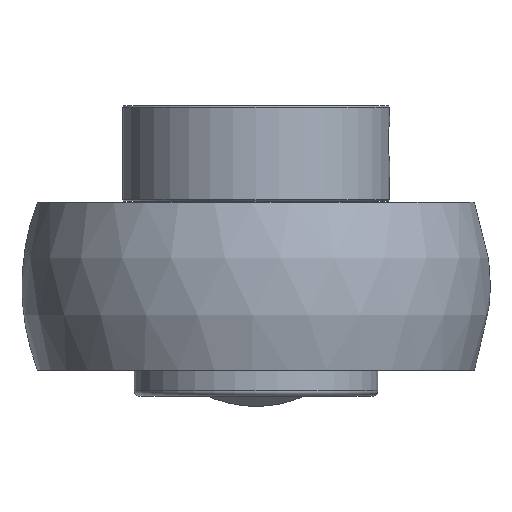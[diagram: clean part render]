
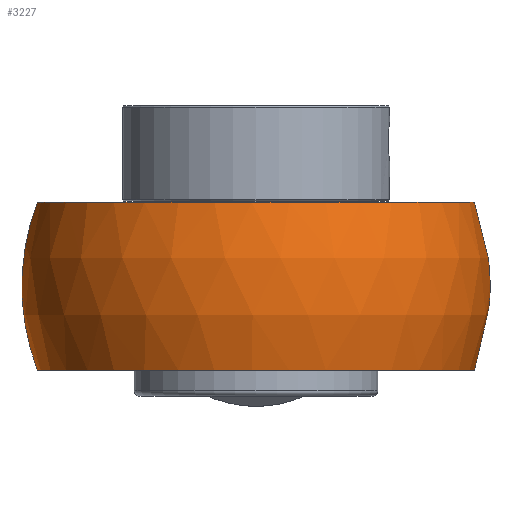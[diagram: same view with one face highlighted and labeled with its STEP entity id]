
A CAD part, front view. The second image highlights one B-rep face of the part: STEP entity #3227.
In plain terms, the highlighted spherical face has radius 39 mm.
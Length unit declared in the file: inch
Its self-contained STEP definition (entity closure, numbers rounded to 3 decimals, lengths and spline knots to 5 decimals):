
#248=CARTESIAN_POINT('',(-1.43308,0.,0.55118));
#249=VERTEX_POINT('',#248);
#257=CARTESIAN_POINT('',(0.56232,1.31815,0.55118));
#258=VERTEX_POINT('',#257);
#259=CARTESIAN_POINT('',(0.,0.,0.55118));
#260=DIRECTION('',(0.,-0.,1.));
#261=DIRECTION('',(0.,1.,0.));
#262=AXIS2_PLACEMENT_3D('',#259,#260,#261);
#263=CIRCLE('',#262,1.43308);
#264=EDGE_CURVE('',#249,#258,#263,.T.);
#2979=CARTESIAN_POINT('',(-1.53087,0.,-0.11811));
#2980=VERTEX_POINT('',#2979);
#3003=CARTESIAN_POINT('',(0.77849,1.31815,-0.11811));
#3004=VERTEX_POINT('',#3003);
#3011=CARTESIAN_POINT('',(0.56232,1.31815,-0.55118));
#3012=VERTEX_POINT('',#3011);
#3013=CARTESIAN_POINT('',(0.,1.31815,0.));
#3014=DIRECTION('',(0.,-1.,0.));
#3015=DIRECTION('',(1.,0.,0.));
#3016=AXIS2_PLACEMENT_3D('',#3013,#3014,#3015);
#3017=CIRCLE('',#3016,0.7874);
#3018=EDGE_CURVE('',#3012,#3004,#3017,.T.);
#3063=CARTESIAN_POINT('',(1.53087,0.,-0.11811));
#3064=VERTEX_POINT('',#3063);
#3071=CARTESIAN_POINT('',(0.,0.,-0.11811));
#3072=DIRECTION('',(0.,0.,-1.));
#3073=DIRECTION('',(0.,-1.,0.));
#3074=AXIS2_PLACEMENT_3D('',#3071,#3072,#3073);
#3075=CIRCLE('',#3074,1.53087);
#3076=EDGE_CURVE('',#3004,#3064,#3075,.T.);
#3088=CARTESIAN_POINT('',(0.77849,1.31815,0.11811));
#3089=VERTEX_POINT('',#3088);
#3096=CARTESIAN_POINT('',(1.53087,0.,0.11811));
#3097=VERTEX_POINT('',#3096);
#3098=CARTESIAN_POINT('',(-0.,0.,0.11811));
#3099=DIRECTION('',(-0.,0.,1.));
#3100=DIRECTION('',(0.,1.,0.));
#3101=AXIS2_PLACEMENT_3D('',#3098,#3099,#3100);
#3102=CIRCLE('',#3101,1.53087);
#3103=EDGE_CURVE('',#3097,#3089,#3102,.T.);
#3122=CARTESIAN_POINT('',(-1.53087,0.,0.11811));
#3123=VERTEX_POINT('',#3122);
#3124=CARTESIAN_POINT('',(0.,-0.,0.));
#3125=DIRECTION('',(0.,-1.,0.));
#3126=DIRECTION('',(0.,0.,1.));
#3127=AXIS2_PLACEMENT_3D('',#3124,#3125,#3126);
#3128=CIRCLE('',#3127,1.53542);
#3129=EDGE_CURVE('',#3123,#2980,#3128,.T.);
#3173=CARTESIAN_POINT('',(0.,-0.,0.));
#3174=DIRECTION('',(0.,-1.,0.));
#3175=DIRECTION('',(0.,0.,1.));
#3176=AXIS2_PLACEMENT_3D('',#3173,#3174,#3175);
#3177=CIRCLE('',#3176,1.53542);
#3178=EDGE_CURVE('',#3064,#3097,#3177,.T.);
#3184=CARTESIAN_POINT('',(0.,0.,0.));
#3185=DIRECTION('',(0.,0.,1.));
#3186=DIRECTION('',(1.,0.,0.));
#3187=AXIS2_PLACEMENT_3D('',#3184,#3185,#3186);
#3188=SPHERICAL_SURFACE('',#3187,1.53542);
#3189=CARTESIAN_POINT('',(0.,0.,0.));
#3190=DIRECTION('',(-0.,-1.,-0.));
#3191=DIRECTION('',(-1.,0.,0.));
#3192=AXIS2_PLACEMENT_3D('',#3189,#3190,#3191);
#3193=CIRCLE('',#3192,1.53542);
#3194=EDGE_CURVE('',#249,#3123,#3193,.T.);
#3195=ORIENTED_EDGE('',*,*,#3194,.T.);
#3196=ORIENTED_EDGE('',*,*,#3129,.T.);
#3197=CARTESIAN_POINT('',(-1.43308,0.,-0.55118));
#3198=VERTEX_POINT('',#3197);
#3199=CARTESIAN_POINT('',(0.,0.,0.));
#3200=DIRECTION('',(-0.,-1.,-0.));
#3201=DIRECTION('',(-1.,0.,0.));
#3202=AXIS2_PLACEMENT_3D('',#3199,#3200,#3201);
#3203=CIRCLE('',#3202,1.53542);
#3204=EDGE_CURVE('',#2980,#3198,#3203,.T.);
#3205=ORIENTED_EDGE('',*,*,#3204,.T.);
#3206=CARTESIAN_POINT('',(0.,0.,-0.55118));
#3207=DIRECTION('',(0.,0.,-1.));
#3208=DIRECTION('',(0.,-1.,0.));
#3209=AXIS2_PLACEMENT_3D('',#3206,#3207,#3208);
#3210=CIRCLE('',#3209,1.43308);
#3211=EDGE_CURVE('',#3012,#3198,#3210,.T.);
#3212=ORIENTED_EDGE('',*,*,#3211,.F.);
#3213=ORIENTED_EDGE('',*,*,#3018,.T.);
#3214=ORIENTED_EDGE('',*,*,#3076,.T.);
#3215=ORIENTED_EDGE('',*,*,#3178,.T.);
#3216=ORIENTED_EDGE('',*,*,#3103,.T.);
#3217=CARTESIAN_POINT('',(0.,1.31815,0.));
#3218=DIRECTION('',(0.,-1.,0.));
#3219=DIRECTION('',(1.,0.,0.));
#3220=AXIS2_PLACEMENT_3D('',#3217,#3218,#3219);
#3221=CIRCLE('',#3220,0.7874);
#3222=EDGE_CURVE('',#3089,#258,#3221,.T.);
#3223=ORIENTED_EDGE('',*,*,#3222,.T.);
#3224=ORIENTED_EDGE('',*,*,#264,.F.);
#3225=EDGE_LOOP('',(#3195,#3196,#3205,#3212,#3213,#3214,#3215,#3216,#3223,#3224));
#3226=FACE_BOUND('',#3225,.T.);
#3227=ADVANCED_FACE('',(#3226),#3188,.T.);
